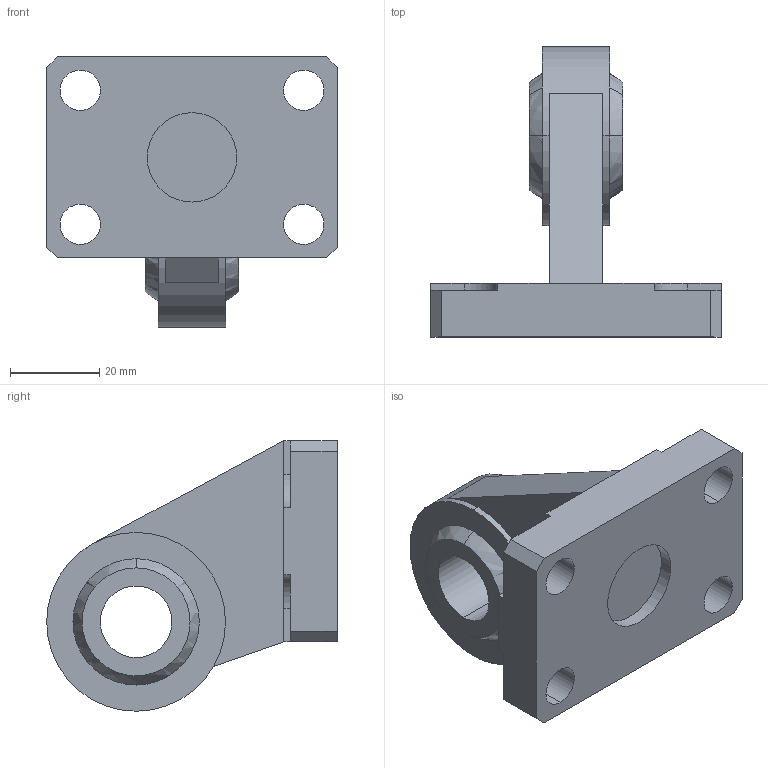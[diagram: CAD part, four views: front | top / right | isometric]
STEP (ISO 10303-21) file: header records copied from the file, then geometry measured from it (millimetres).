
FILE_DESCRIPTION(('STEP AP203'),'1');
FILE_NAME('chape_np050c.stp','2018-10-24T19:31:02',('TraceParts'),('TraceParts S.A.'),'Spatial InterOp 3D',' ',' ');
FILE_SCHEMA(('CONFIG_CONTROL_DESIGN'));
Length unit declared in the file: millimetre
Products named in the file (1): 1
Bounding box: 65 x 65 x 60.5 mm (x, y, z)
Volume: 58000 mm3; surface area: 18871.3 mm2
Topology: 2 solids, 2 shells, 54 faces, 157 edges, 100 vertices
Faces by surface type: plane 32, cylinder 18, sphere 4
Entity records: 1819 total; most frequent: DIRECTION 319, CARTESIAN_POINT 305, ORIENTED_EDGE 298, EDGE_CURVE 149, AXIS2_PLACEMENT_3D 114, VERTEX_POINT 100, LINE 91, VECTOR 91
